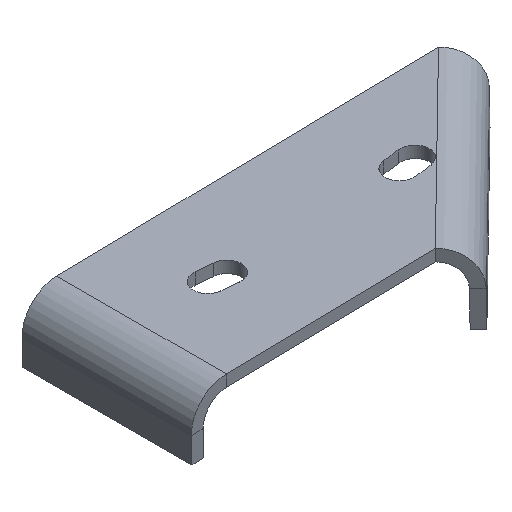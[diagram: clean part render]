
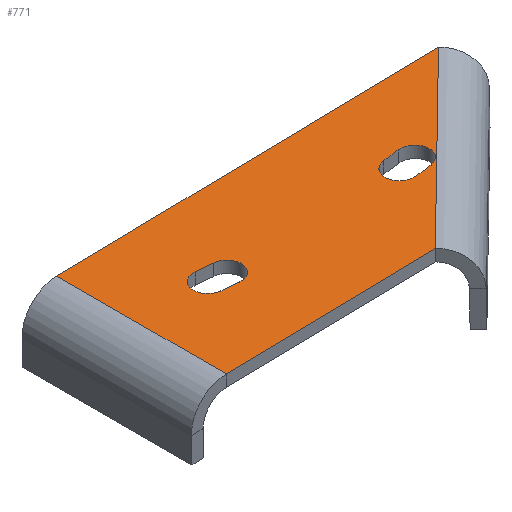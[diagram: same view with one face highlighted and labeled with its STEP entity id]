
A CAD part, isometric view. The second image highlights one B-rep face of the part: STEP entity #771.
In plain terms, the highlighted planar face has unit normal (-0.02, 0, 1).
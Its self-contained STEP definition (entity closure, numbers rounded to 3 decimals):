
#163=CARTESIAN_POINT('Vertex',(-66.413,-58.724,155.015)) ;
#166=CARTESIAN_POINT('Line Origine',(-88.316,-80.224,154.585)) ;
#170=CARTESIAN_POINT('Vertex',(-110.219,-101.724,154.156)) ;
#190=CARTESIAN_POINT('Line Origine',(-114.866,-58.724,154.065)) ;
#194=CARTESIAN_POINT('Vertex',(-163.318,-58.724,153.115)) ;
#414=CARTESIAN_POINT('Vertex',(-163.318,-101.724,153.115)) ;
#429=CARTESIAN_POINT('Line Origine',(-136.769,-101.724,153.635)) ;
#463=CARTESIAN_POINT('Line Origine',(-163.318,-80.224,153.115)) ;
#692=CARTESIAN_POINT('Axis2P3D Location',(0.196,0.,156.321)) ;
#703=CARTESIAN_POINT('Axis2P3D Location',(-93.172,-79.421,154.49)) ;
#707=CARTESIAN_POINT('Vertex',(-92.729,-83.145,154.499)) ;
#709=CARTESIAN_POINT('Vertex',(-93.614,-75.697,154.481)) ;
#712=CARTESIAN_POINT('Axis2P3D Location',(-119.392,141.276,153.976)) ;
#716=CARTESIAN_POINT('Vertex',(-97.025,-83.614,154.414)) ;
#719=CARTESIAN_POINT('Axis2P3D Location',(-97.396,-79.882,154.407)) ;
#723=CARTESIAN_POINT('Vertex',(-97.767,-76.15,154.4)) ;
#726=CARTESIAN_POINT('Axis2P3D Location',(-119.392,141.276,153.976)) ;
#737=CARTESIAN_POINT('Axis2P3D Location',(-119.392,141.276,153.976)) ;
#741=CARTESIAN_POINT('Vertex',(-146.054,-83.145,153.453)) ;
#743=CARTESIAN_POINT('Vertex',(-141.759,-83.614,153.537)) ;
#746=CARTESIAN_POINT('Axis2P3D Location',(-145.612,-79.421,153.462)) ;
#750=CARTESIAN_POINT('Vertex',(-145.169,-75.697,153.471)) ;
#753=CARTESIAN_POINT('Axis2P3D Location',(-119.392,141.276,153.976)) ;
#757=CARTESIAN_POINT('Vertex',(-141.016,-76.15,153.552)) ;
#760=CARTESIAN_POINT('Axis2P3D Location',(-141.388,-79.882,153.545)) ;
#167=DIRECTION('Vector Direction',(0.714,0.7,0.014)) ;
#191=DIRECTION('Vector Direction',(-1.,0.,-0.02)) ;
#430=DIRECTION('Vector Direction',(1.,0.,0.02)) ;
#464=DIRECTION('Vector Direction',(0.,-1.,0.)) ;
#693=DIRECTION('Axis2P3D Direction',(-0.02,0.,1.)) ;
#694=DIRECTION('Axis2P3D XDirection',(0.,1.,0.)) ;
#704=DIRECTION('Axis2P3D Direction',(-0.02,0.,1.)) ;
#713=DIRECTION('Axis2P3D Direction',(-0.02,0.,1.)) ;
#720=DIRECTION('Axis2P3D Direction',(-0.02,0.,1.)) ;
#727=DIRECTION('Axis2P3D Direction',(-0.02,0.,1.)) ;
#738=DIRECTION('Axis2P3D Direction',(-0.02,0.,1.)) ;
#747=DIRECTION('Axis2P3D Direction',(-0.02,0.,1.)) ;
#754=DIRECTION('Axis2P3D Direction',(-0.02,0.,1.)) ;
#761=DIRECTION('Axis2P3D Direction',(-0.02,0.,1.)) ;
#695=AXIS2_PLACEMENT_3D('Plane Axis2P3D',#692,#693,#694) ;
#705=AXIS2_PLACEMENT_3D('Circle Axis2P3D',#703,#704,$) ;
#714=AXIS2_PLACEMENT_3D('Circle Axis2P3D',#712,#713,$) ;
#721=AXIS2_PLACEMENT_3D('Circle Axis2P3D',#719,#720,$) ;
#728=AXIS2_PLACEMENT_3D('Circle Axis2P3D',#726,#727,$) ;
#739=AXIS2_PLACEMENT_3D('Circle Axis2P3D',#737,#738,$) ;
#748=AXIS2_PLACEMENT_3D('Circle Axis2P3D',#746,#747,$) ;
#755=AXIS2_PLACEMENT_3D('Circle Axis2P3D',#753,#754,$) ;
#762=AXIS2_PLACEMENT_3D('Circle Axis2P3D',#760,#761,$) ;
#698=ORIENTED_EDGE('',*,*,#467,.F.) ;
#699=ORIENTED_EDGE('',*,*,#433,.T.) ;
#700=ORIENTED_EDGE('',*,*,#172,.F.) ;
#701=ORIENTED_EDGE('',*,*,#196,.T.) ;
#732=ORIENTED_EDGE('',*,*,#711,.F.) ;
#733=ORIENTED_EDGE('',*,*,#718,.F.) ;
#734=ORIENTED_EDGE('',*,*,#725,.F.) ;
#735=ORIENTED_EDGE('',*,*,#730,.F.) ;
#766=ORIENTED_EDGE('',*,*,#745,.F.) ;
#767=ORIENTED_EDGE('',*,*,#752,.F.) ;
#768=ORIENTED_EDGE('',*,*,#759,.F.) ;
#769=ORIENTED_EDGE('',*,*,#764,.F.) ;
#736=FACE_BOUND('',#731,.T.) ;
#770=FACE_BOUND('',#765,.T.) ;
#168=VECTOR('Line Direction',#167,1.) ;
#192=VECTOR('Line Direction',#191,1.) ;
#431=VECTOR('Line Direction',#430,1.) ;
#465=VECTOR('Line Direction',#464,1.) ;
#771=ADVANCED_FACE('Corps principal',(#702,#736,#770),#696,.T.) ;
#706=CIRCLE('generated circle',#705,3.75) ;
#715=CIRCLE('generated circle',#714,226.) ;
#722=CIRCLE('generated circle',#721,3.75) ;
#729=CIRCLE('generated circle',#728,218.5) ;
#740=CIRCLE('generated circle',#739,226.) ;
#749=CIRCLE('generated circle',#748,3.75) ;
#756=CIRCLE('generated circle',#755,218.5) ;
#763=CIRCLE('generated circle',#762,3.75) ;
#172=EDGE_CURVE('',#164,#171,#169,.F.) ;
#196=EDGE_CURVE('',#164,#195,#193,.T.) ;
#433=EDGE_CURVE('',#415,#171,#432,.T.) ;
#467=EDGE_CURVE('',#415,#195,#466,.F.) ;
#711=EDGE_CURVE('',#708,#710,#706,.T.) ;
#718=EDGE_CURVE('',#717,#708,#715,.T.) ;
#725=EDGE_CURVE('',#724,#717,#722,.T.) ;
#730=EDGE_CURVE('',#710,#724,#729,.F.) ;
#745=EDGE_CURVE('',#742,#744,#740,.T.) ;
#752=EDGE_CURVE('',#751,#742,#749,.T.) ;
#759=EDGE_CURVE('',#758,#751,#756,.F.) ;
#764=EDGE_CURVE('',#744,#758,#763,.T.) ;
#697=EDGE_LOOP('',(#698,#699,#700,#701)) ;
#731=EDGE_LOOP('',(#732,#733,#734,#735)) ;
#765=EDGE_LOOP('',(#766,#767,#768,#769)) ;
#702=FACE_OUTER_BOUND('',#697,.T.) ;
#169=LINE('Line',#166,#168) ;
#193=LINE('Line',#190,#192) ;
#432=LINE('Line',#429,#431) ;
#466=LINE('Line',#463,#465) ;
#696=PLANE('Plane',#695) ;
#164=VERTEX_POINT('',#163) ;
#171=VERTEX_POINT('',#170) ;
#195=VERTEX_POINT('',#194) ;
#415=VERTEX_POINT('',#414) ;
#708=VERTEX_POINT('',#707) ;
#710=VERTEX_POINT('',#709) ;
#717=VERTEX_POINT('',#716) ;
#724=VERTEX_POINT('',#723) ;
#742=VERTEX_POINT('',#741) ;
#744=VERTEX_POINT('',#743) ;
#751=VERTEX_POINT('',#750) ;
#758=VERTEX_POINT('',#757) ;
